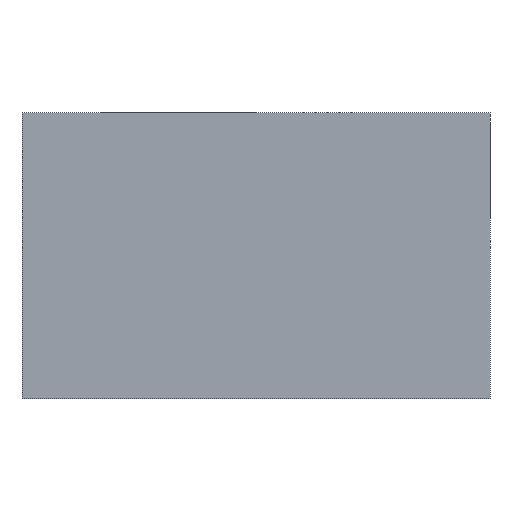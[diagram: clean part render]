
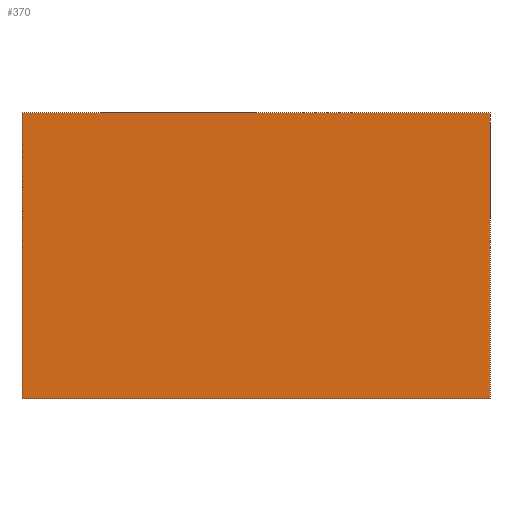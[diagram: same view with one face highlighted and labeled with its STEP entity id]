
A CAD part, front view. The second image highlights one B-rep face of the part: STEP entity #370.
In plain terms, the highlighted planar face has unit normal (0, -1, 0).
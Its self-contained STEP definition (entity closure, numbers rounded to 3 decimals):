
#16 = EDGE_CURVE ( 'NONE', #241, #202, #295, .T. ) ;
#20 = EDGE_CURVE ( 'NONE', #229, #209, #304, .T. ) ;
#26 = DIRECTION ( 'NONE',  ( 1., 0., 0. ) ) ;
#27 = CARTESIAN_POINT ( 'NONE',  ( 0.9, -2.25, 0. ) ) ;
#28 = CARTESIAN_POINT ( 'NONE',  ( 0.9, -2.25, -1.1 ) ) ;
#56 = EDGE_CURVE ( 'NONE', #241, #229, #402, .T. ) ;
#58 = EDGE_CURVE ( 'NONE', #202, #209, #418, .T. ) ;
#65 = DIRECTION ( 'NONE',  ( 1., 0., 0. ) ) ;
#74 = CARTESIAN_POINT ( 'NONE',  ( -0.9, -2.25, 0. ) ) ;
#109 = CARTESIAN_POINT ( 'NONE',  ( -0.9, -2.25, -1.1 ) ) ;
#112 = CARTESIAN_POINT ( 'NONE',  ( 0.9, -2.25, -1.1 ) ) ;
#116 = DIRECTION ( 'NONE',  ( 1., 0., 0. ) ) ;
#123 = CARTESIAN_POINT ( 'NONE',  ( 0.9, -2.25, 0. ) ) ;
#158 = CARTESIAN_POINT ( 'NONE',  ( 0.9, -2.25, -1.1 ) ) ;
#161 = PLANE ( 'NONE',  #338 ) ;
#167 = CARTESIAN_POINT ( 'NONE',  ( -0.9, -2.25, -1.1 ) ) ;
#179 = DIRECTION ( 'NONE',  ( 0., 0., 1. ) ) ;
#181 = CARTESIAN_POINT ( 'NONE',  ( 0.9, -2.25, -1.1 ) ) ;
#183 = DIRECTION ( 'NONE',  ( 0., -1., 0. ) ) ;
#198 = DIRECTION ( 'NONE',  ( 0., 0., 1. ) ) ;
#202 = VERTEX_POINT ( 'NONE', #158 ) ;
#209 = VERTEX_POINT ( 'NONE', #123 ) ;
#227 = EDGE_LOOP ( 'NONE', ( #255, #256, #257, #258 ) ) ;
#229 = VERTEX_POINT ( 'NONE', #74 ) ;
#241 = VERTEX_POINT ( 'NONE', #109 ) ;
#255 = ORIENTED_EDGE ( 'NONE', *, *, #20, .F. ) ;
#256 = ORIENTED_EDGE ( 'NONE', *, *, #56, .F. ) ;
#257 = ORIENTED_EDGE ( 'NONE', *, *, #16, .T. ) ;
#258 = ORIENTED_EDGE ( 'NONE', *, *, #58, .T. ) ;
#295 = LINE ( 'NONE', #28, #301 ) ;
#301 = VECTOR ( 'NONE', #26, 1000. ) ;
#304 = LINE ( 'NONE', #27, #309 ) ;
#309 = VECTOR ( 'NONE', #116, 1000. ) ;
#338 = AXIS2_PLACEMENT_3D ( 'NONE', #181, #183, #65 ) ;
#370 = ADVANCED_FACE ( 'NONE', ( #390 ), #161, .T. ) ;
#390 = FACE_OUTER_BOUND ( 'NONE', #227, .T. ) ;
#402 = LINE ( 'NONE', #167, #405 ) ;
#405 = VECTOR ( 'NONE', #179, 1000. ) ;
#418 = LINE ( 'NONE', #112, #421 ) ;
#421 = VECTOR ( 'NONE', #198, 1000. ) ;
